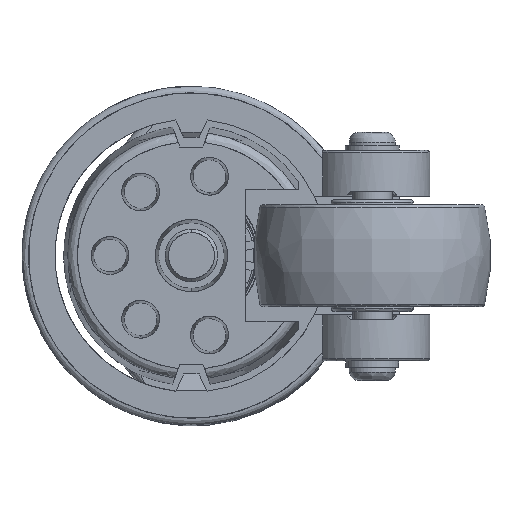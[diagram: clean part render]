
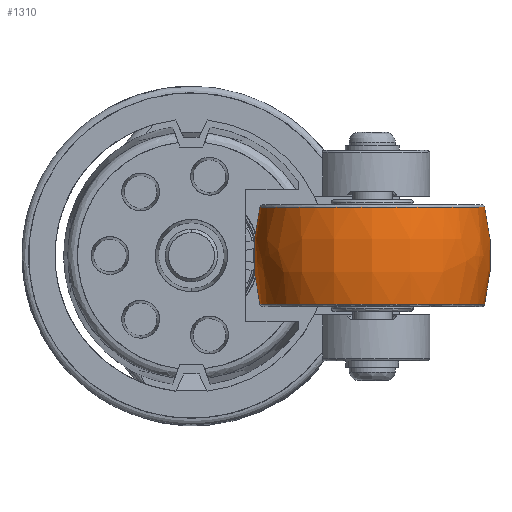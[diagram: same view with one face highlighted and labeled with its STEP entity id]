
A CAD part, front view. The second image highlights one B-rep face of the part: STEP entity #1310.
In plain terms, the highlighted free-form (B-spline) face has degree [3, 3] with [4, 4] control points.
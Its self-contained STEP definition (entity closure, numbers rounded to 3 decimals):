
#1310 = ADVANCED_FACE ( 'NONE', ( #16536 ), #17316, .T. ) ;
#2328 = CARTESIAN_POINT ( 'NONE',  ( 31., 9., 0. ) ) ;
#4734 = CARTESIAN_POINT ( 'NONE',  ( 18.374, -64.252, 5.018 ) ) ;
#5220 = CARTESIAN_POINT ( 'NONE',  ( 18.374, 9., 5.018 ) ) ;
#12180 = DIRECTION ( 'NONE',  ( 0., -1., 0. ) ) ;
#13821 = DIRECTION ( 'NONE',  ( 0., -1., 0. ) ) ;
#16536 = FACE_OUTER_BOUND ( 'NONE', #64227, .T. ) ;
#17316 =( BOUNDED_SURFACE ( )  B_SPLINE_SURFACE ( 3, 3, ( 
 ( #55968, #55469, #72598, #27789 ),
 ( #21607, #67364, #61423, #73080 ),
 ( #27306, #38668, #4734, #5220 ),
 ( #44609, #50061, #44843, #61175 ) ),
 .UNSPECIFIED., .F., .F., .F. ) 
 B_SPLINE_SURFACE_WITH_KNOTS ( ( 4, 4 ),
 ( 4, 4 ),
 ( 0., 1. ),
 ( 0., 1. ),
 .UNSPECIFIED. ) 
 GEOMETRIC_REPRESENTATION_ITEM ( )  RATIONAL_B_SPLINE_SURFACE ( (
 ( 1., 0.333, 0.333, 1.),
 ( 0.98, 0.327, 0.327, 0.98),
 ( 0.98, 0.327, 0.327, 0.98),
 ( 1., 0.333, 0.333, 1.) ) ) 
 REPRESENTATION_ITEM ( '' )  SURFACE ( )  );
#17871 = CARTESIAN_POINT ( 'NONE',  ( 79., 9., 0. ) ) ;
#21607 = CARTESIAN_POINT ( 'NONE',  ( 91.626, 9., -5.018 ) ) ;
#21788 = VERTEX_POINT ( 'NONE', #60893 ) ;
#22257 = DIRECTION ( 'NONE',  ( 0., 0., 1. ) ) ;
#24902 = VERTEX_POINT ( 'NONE', #53609 ) ;
#25673 = CARTESIAN_POINT ( 'NONE',  ( 89.16, 9., -14.746 ) ) ;
#25713 = AXIS2_PLACEMENT_3D ( 'NONE', #70424, #70925, #59495 ) ;
#27124 = ORIENTED_EDGE ( 'NONE', *, *, #42673, .T. ) ;
#27306 = CARTESIAN_POINT ( 'NONE',  ( 91.626, 9., 5.018 ) ) ;
#27789 = CARTESIAN_POINT ( 'NONE',  ( 20.84, 9., -14.746 ) ) ;
#29520 = CARTESIAN_POINT ( 'NONE',  ( 89.16, 9., 14.746 ) ) ;
#31055 = CIRCLE ( 'NONE', #32512, 60. ) ;
#31729 = CIRCLE ( 'NONE', #25713, 34.16 ) ;
#32512 = AXIS2_PLACEMENT_3D ( 'NONE', #17871, #12180, #62401 ) ;
#33410 = DIRECTION ( 'NONE',  ( -1., 0., 0. ) ) ;
#37359 = VERTEX_POINT ( 'NONE', #25673 ) ;
#38668 = CARTESIAN_POINT ( 'NONE',  ( 91.626, -64.252, 5.018 ) ) ;
#42673 = EDGE_CURVE ( 'NONE', #37359, #44516, #68762, .T. ) ;
#44516 = VERTEX_POINT ( 'NONE', #29520 ) ;
#44609 = CARTESIAN_POINT ( 'NONE',  ( 89.16, 9., 14.746 ) ) ;
#44843 = CARTESIAN_POINT ( 'NONE',  ( 20.84, -59.32, 14.746 ) ) ;
#45767 = EDGE_CURVE ( 'NONE', #24902, #21788, #31055, .T. ) ;
#46289 = ORIENTED_EDGE ( 'NONE', *, *, #45767, .T. ) ;
#47419 = DIRECTION ( 'NONE',  ( 1., 0., 0. ) ) ;
#49625 = ORIENTED_EDGE ( 'NONE', *, *, #58981, .T. ) ;
#50061 = CARTESIAN_POINT ( 'NONE',  ( 89.16, -59.32, 14.746 ) ) ;
#53609 = CARTESIAN_POINT ( 'NONE',  ( 20.84, 9., 14.746 ) ) ;
#53753 = AXIS2_PLACEMENT_3D ( 'NONE', #2328, #13821, #47419 ) ;
#55469 = CARTESIAN_POINT ( 'NONE',  ( 89.16, -59.32, -14.746 ) ) ;
#55968 = CARTESIAN_POINT ( 'NONE',  ( 89.16, 9., -14.746 ) ) ;
#56139 = CARTESIAN_POINT ( 'NONE',  ( 55., 9., -14.746 ) ) ;
#58981 = EDGE_CURVE ( 'NONE', #21788, #37359, #68255, .T. ) ;
#59495 = DIRECTION ( 'NONE',  ( -1., 0., 0. ) ) ;
#60436 = EDGE_CURVE ( 'NONE', #44516, #24902, #31729, .T. ) ;
#60893 = CARTESIAN_POINT ( 'NONE',  ( 20.84, 9., -14.746 ) ) ;
#61175 = CARTESIAN_POINT ( 'NONE',  ( 20.84, 9., 14.746 ) ) ;
#61423 = CARTESIAN_POINT ( 'NONE',  ( 18.374, -64.252, -5.018 ) ) ;
#62401 = DIRECTION ( 'NONE',  ( -1., 0., 0. ) ) ;
#63475 = AXIS2_PLACEMENT_3D ( 'NONE', #56139, #22257, #33410 ) ;
#64227 = EDGE_LOOP ( 'NONE', ( #46289, #49625, #27124, #66142 ) ) ;
#66142 = ORIENTED_EDGE ( 'NONE', *, *, #60436, .T. ) ;
#67364 = CARTESIAN_POINT ( 'NONE',  ( 91.626, -64.252, -5.018 ) ) ;
#68255 = CIRCLE ( 'NONE', #63475, 34.16 ) ;
#68762 = CIRCLE ( 'NONE', #53753, 60. ) ;
#70424 = CARTESIAN_POINT ( 'NONE',  ( 55., 9., 14.746 ) ) ;
#70925 = DIRECTION ( 'NONE',  ( 0., 0., -1. ) ) ;
#72598 = CARTESIAN_POINT ( 'NONE',  ( 20.84, -59.32, -14.746 ) ) ;
#73080 = CARTESIAN_POINT ( 'NONE',  ( 18.374, 9., -5.018 ) ) ;
